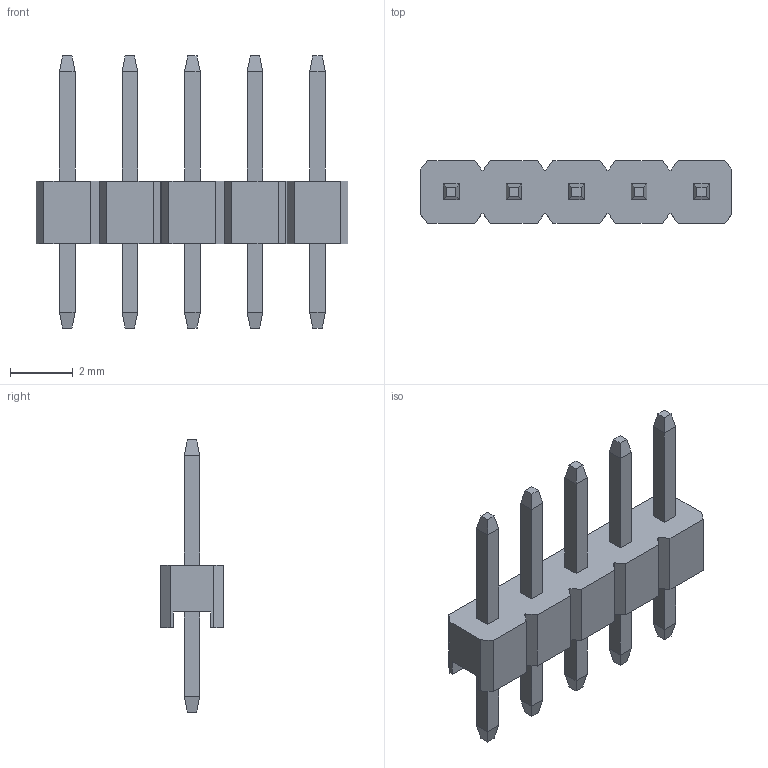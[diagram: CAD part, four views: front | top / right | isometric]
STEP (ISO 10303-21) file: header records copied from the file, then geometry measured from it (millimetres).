
FILE_DESCRIPTION( ( 'Unknown' ), '1' );
FILE_NAME( '62000611121-5pin.stp', 'Unknown', ( 'Unknown' ), ( 'Unknown' ), 'XStep 1.0', 'Unknown', ' ' );
FILE_SCHEMA( ( 'automotive_design' ) );
Length unit declared in the file: millimetre
Products named in the file (1): 6200xx11121_PIN
Bounding box: 9.97 x 2 x 8.7 mm (x, y, z)
Volume: 40.9 mm3; surface area: 167.1 mm2
Topology: 1 solids, 1 shells, 136 faces, 332 edges, 208 vertices
Faces by surface type: plane 136
Entity records: 4960 total; most frequent: CARTESIAN_POINT 677, ORIENTED_EDGE 664, DIRECTION 606, EDGE_CURVE 332, LINE 332, VECTOR 332, VERTEX_POINT 208, EDGE_LOOP 146
